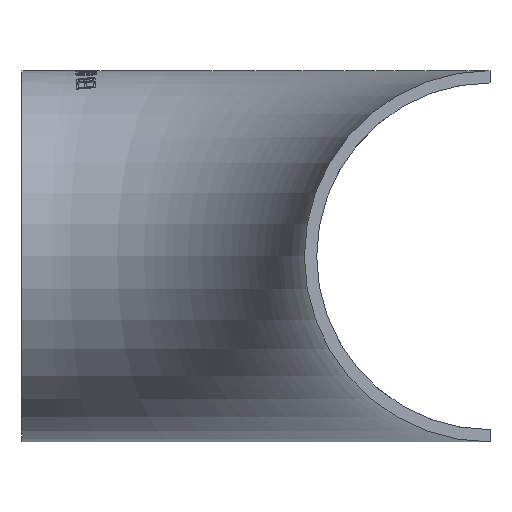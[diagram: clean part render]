
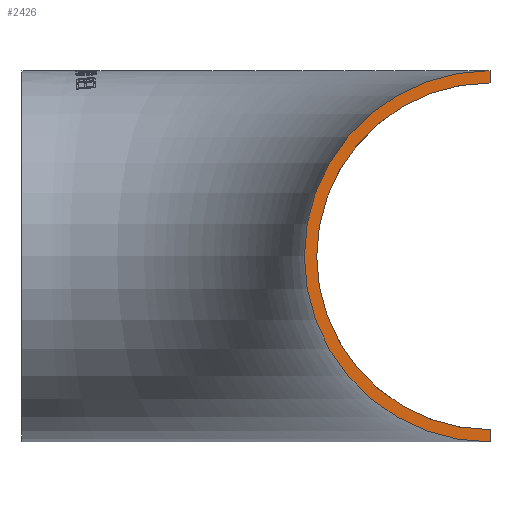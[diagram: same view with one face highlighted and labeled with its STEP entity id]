
A CAD part, left-side view. The second image highlights one B-rep face of the part: STEP entity #2426.
In plain terms, the highlighted planar face has unit normal (-1, 0, 0).
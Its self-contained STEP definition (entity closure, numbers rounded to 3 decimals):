
#102 = DIRECTION ( 'NONE',  ( 1., 0., 0. ) ) ;
#144 = ORIENTED_EDGE ( 'NONE', *, *, #6428, .T. ) ;
#588 = VECTOR ( 'NONE', #8891, 1000. ) ;
#919 = DIRECTION ( 'NONE',  ( 0., 0., 1. ) ) ;
#952 = EDGE_LOOP ( 'NONE', ( #4417, #9195, #1822, #144 ) ) ;
#960 = LINE ( 'NONE', #2614, #588 ) ;
#1208 = CARTESIAN_POINT ( 'NONE',  ( 0., 0., -30.151 ) ) ;
#1357 = EDGE_CURVE ( 'NONE', #7313, #1994, #960, .T. ) ;
#1658 = AXIS2_PLACEMENT_3D ( 'NONE', #7262, #2471, #5181 ) ;
#1801 = AXIS2_PLACEMENT_3D ( 'NONE', #8880, #102, #7976 ) ;
#1822 = ORIENTED_EDGE ( 'NONE', *, *, #8418, .T. ) ;
#1994 = VERTEX_POINT ( 'NONE', #9407 ) ;
#2419 = CARTESIAN_POINT ( 'NONE',  ( 0., 0., -30.151 ) ) ;
#2426 = ADVANCED_FACE ( 'NONE', ( #8142 ), #6383, .F. ) ;
#2471 = DIRECTION ( 'NONE',  ( 1., 0., 0. ) ) ;
#2521 = CIRCLE ( 'NONE', #1801, 30.15 ) ;
#2614 = CARTESIAN_POINT ( 'NONE',  ( 0., 0., 30.151 ) ) ;
#2974 = VERTEX_POINT ( 'NONE', #1208 ) ;
#3345 = AXIS2_PLACEMENT_3D ( 'NONE', #8562, #7606, #4482 ) ;
#3375 = VERTEX_POINT ( 'NONE', #6017 ) ;
#4417 = ORIENTED_EDGE ( 'NONE', *, *, #1357, .F. ) ;
#4482 = DIRECTION ( 'NONE',  ( 0., 0., -1. ) ) ;
#4644 = VECTOR ( 'NONE', #919, 1000. ) ;
#5181 = DIRECTION ( 'NONE',  ( 0., 0., -1. ) ) ;
#6017 = CARTESIAN_POINT ( 'NONE',  ( 0., 0., -28.15 ) ) ;
#6383 = PLANE ( 'NONE',  #1658 ) ;
#6428 = EDGE_CURVE ( 'NONE', #3375, #1994, #8097, .T. ) ;
#6741 = LINE ( 'NONE', #2419, #4644 ) ;
#6890 = CARTESIAN_POINT ( 'NONE',  ( 0., 0., 30.151 ) ) ;
#6984 = EDGE_CURVE ( 'NONE', #2974, #7313, #2521, .T. ) ;
#7262 = CARTESIAN_POINT ( 'NONE',  ( 0., 0., 0. ) ) ;
#7313 = VERTEX_POINT ( 'NONE', #6890 ) ;
#7606 = DIRECTION ( 'NONE',  ( 1., 0., 0. ) ) ;
#7976 = DIRECTION ( 'NONE',  ( 0., 0., -1. ) ) ;
#8097 = CIRCLE ( 'NONE', #3345, 28.15 ) ;
#8142 = FACE_OUTER_BOUND ( 'NONE', #952, .T. ) ;
#8418 = EDGE_CURVE ( 'NONE', #2974, #3375, #6741, .T. ) ;
#8562 = CARTESIAN_POINT ( 'NONE',  ( 0., 0., 0. ) ) ;
#8880 = CARTESIAN_POINT ( 'NONE',  ( 0., 0., 0. ) ) ;
#8891 = DIRECTION ( 'NONE',  ( 0., 0., -1. ) ) ;
#9195 = ORIENTED_EDGE ( 'NONE', *, *, #6984, .F. ) ;
#9407 = CARTESIAN_POINT ( 'NONE',  ( 0., 0., 28.15 ) ) ;
